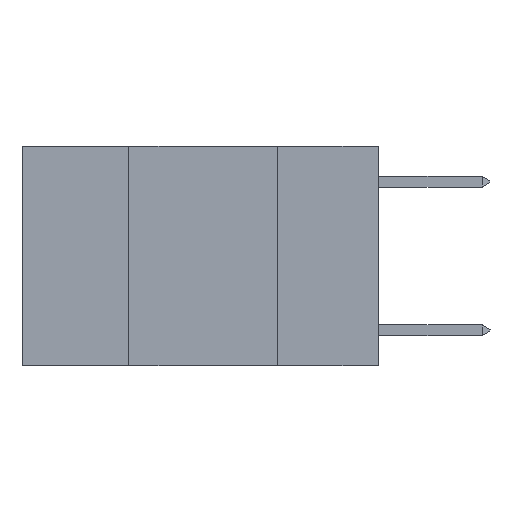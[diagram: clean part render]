
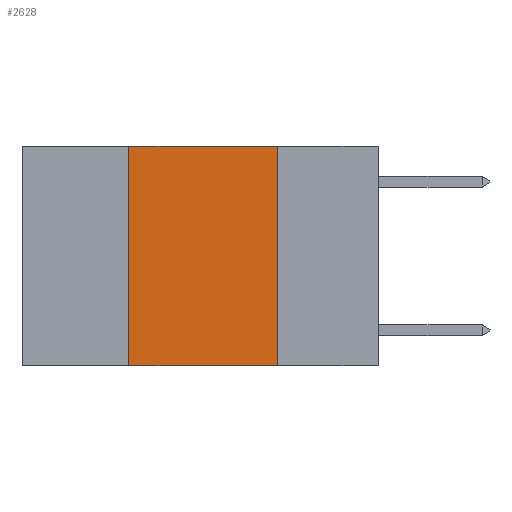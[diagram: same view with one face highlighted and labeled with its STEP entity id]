
A CAD part, left-side view. The second image highlights one B-rep face of the part: STEP entity #2628.
In plain terms, the highlighted planar face has unit normal (-1, 0, 0).
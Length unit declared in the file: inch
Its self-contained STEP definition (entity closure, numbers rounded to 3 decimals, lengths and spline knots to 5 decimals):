
#270 = CARTESIAN_POINT ( 'NONE',  ( 0., 0.6, -0.37 ) ) ;
#853 = CARTESIAN_POINT ( 'NONE',  ( 0., 0.17, 0. ) ) ;
#1109 = AXIS2_PLACEMENT_3D ( 'NONE', #2962, #12821, #4376 ) ;
#2628 = ADVANCED_FACE ( 'NONE', ( #4211 ), #11383, .F. ) ;
#2817 = CARTESIAN_POINT ( 'NONE',  ( 0., 0.42, 0. ) ) ;
#2962 = CARTESIAN_POINT ( 'NONE',  ( 0., 0.6, 0. ) ) ;
#3116 = CARTESIAN_POINT ( 'NONE',  ( 0., 0.17, 0. ) ) ;
#3365 = VECTOR ( 'NONE', #11474, 39.37008 ) ;
#3867 = VECTOR ( 'NONE', #10230, 39.37008 ) ;
#4211 = FACE_OUTER_BOUND ( 'NONE', #7282, .T. ) ;
#4303 = CARTESIAN_POINT ( 'NONE',  ( 0., 0.6, 0. ) ) ;
#4376 = DIRECTION ( 'NONE',  ( 0., 0., -1. ) ) ;
#5261 = VERTEX_POINT ( 'NONE', #853 ) ;
#5510 = DIRECTION ( 'NONE',  ( 0., -1., 0. ) ) ;
#5675 = LINE ( 'NONE', #4303, #12701 ) ;
#6329 = EDGE_CURVE ( 'NONE', #6936, #5261, #5675, .T. ) ;
#6437 = EDGE_CURVE ( 'NONE', #12164, #9077, #10919, .T. ) ;
#6936 = VERTEX_POINT ( 'NONE', #2817 ) ;
#7136 = LINE ( 'NONE', #3116, #3365 ) ;
#7282 = EDGE_LOOP ( 'NONE', ( #7798, #17654, #9683, #12363 ) ) ;
#7747 = DIRECTION ( 'NONE',  ( 0., 0., 1. ) ) ;
#7798 = ORIENTED_EDGE ( 'NONE', *, *, #16790, .F. ) ;
#8554 = VECTOR ( 'NONE', #7747, 39.37008 ) ;
#9077 = VERTEX_POINT ( 'NONE', #17217 ) ;
#9244 = EDGE_CURVE ( 'NONE', #12164, #6936, #12242, .T. ) ;
#9683 = ORIENTED_EDGE ( 'NONE', *, *, #9244, .F. ) ;
#10230 = DIRECTION ( 'NONE',  ( 0., -1., 0. ) ) ;
#10483 = CARTESIAN_POINT ( 'NONE',  ( 0., 0.42, 0. ) ) ;
#10919 = LINE ( 'NONE', #270, #3867 ) ;
#11383 = PLANE ( 'NONE',  #1109 ) ;
#11474 = DIRECTION ( 'NONE',  ( 0., 0., -1. ) ) ;
#12164 = VERTEX_POINT ( 'NONE', #16456 ) ;
#12242 = LINE ( 'NONE', #10483, #8554 ) ;
#12363 = ORIENTED_EDGE ( 'NONE', *, *, #6437, .T. ) ;
#12701 = VECTOR ( 'NONE', #5510, 39.37008 ) ;
#12821 = DIRECTION ( 'NONE',  ( 1., 0., 0. ) ) ;
#16456 = CARTESIAN_POINT ( 'NONE',  ( 0., 0.42, -0.37 ) ) ;
#16790 = EDGE_CURVE ( 'NONE', #5261, #9077, #7136, .T. ) ;
#17217 = CARTESIAN_POINT ( 'NONE',  ( 0., 0.17, -0.37 ) ) ;
#17654 = ORIENTED_EDGE ( 'NONE', *, *, #6329, .F. ) ;
